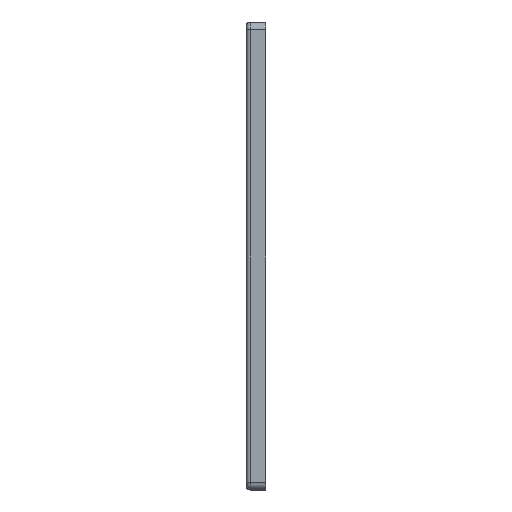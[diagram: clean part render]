
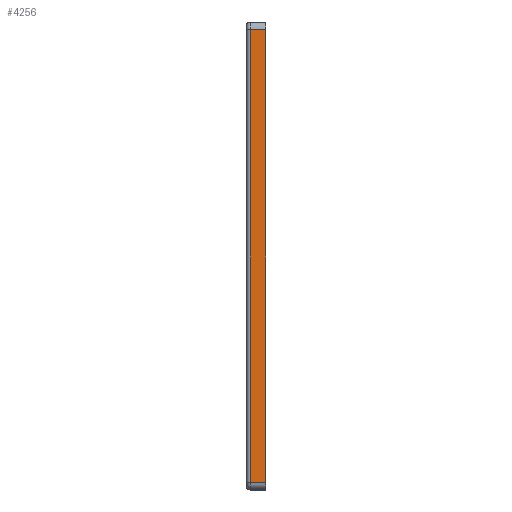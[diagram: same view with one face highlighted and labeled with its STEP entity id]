
A CAD part, left-side view. The second image highlights one B-rep face of the part: STEP entity #4256.
In plain terms, the highlighted planar face has unit normal (-1, 0, 0).
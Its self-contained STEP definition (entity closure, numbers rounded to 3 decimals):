
#64 = VECTOR ( 'NONE', #2057, 1000. ) ;
#147 = DIRECTION ( 'NONE',  ( 0., 0., 1. ) ) ;
#729 = EDGE_LOOP ( 'NONE', ( #4091, #839, #4243, #1322 ) ) ;
#839 = ORIENTED_EDGE ( 'NONE', *, *, #1857, .T. ) ;
#901 = AXIS2_PLACEMENT_3D ( 'NONE', #2118, #4544, #1278 ) ;
#935 = LINE ( 'NONE', #2151, #1649 ) ;
#1133 = CARTESIAN_POINT ( 'NONE',  ( 0., 4., -116.266 ) ) ;
#1223 = EDGE_CURVE ( 'NONE', #4442, #4321, #935, .T. ) ;
#1278 = DIRECTION ( 'NONE',  ( 0., 0., -1. ) ) ;
#1322 = ORIENTED_EDGE ( 'NONE', *, *, #1223, .T. ) ;
#1495 = VECTOR ( 'NONE', #3782, 1000. ) ;
#1649 = VECTOR ( 'NONE', #147, 1000. ) ;
#1857 = EDGE_CURVE ( 'NONE', #3090, #4746, #3506, .T. ) ;
#1943 = LINE ( 'NONE', #3975, #4816 ) ;
#2057 = DIRECTION ( 'NONE',  ( 0., 0., -1. ) ) ;
#2118 = CARTESIAN_POINT ( 'NONE',  ( 0., 2., 0. ) ) ;
#2148 = EDGE_CURVE ( 'NONE', #4746, #4442, #1943, .T. ) ;
#2151 = CARTESIAN_POINT ( 'NONE',  ( 0., 0., 0. ) ) ;
#2181 = LINE ( 'NONE', #2890, #1495 ) ;
#2364 = DIRECTION ( 'NONE',  ( 0., -1., 0. ) ) ;
#2484 = CARTESIAN_POINT ( 'NONE',  ( 0., 0., -2. ) ) ;
#2890 = CARTESIAN_POINT ( 'NONE',  ( 0., 2., -2. ) ) ;
#2968 = FACE_OUTER_BOUND ( 'NONE', #729, .T. ) ;
#3090 = VERTEX_POINT ( 'NONE', #3715 ) ;
#3506 = LINE ( 'NONE', #1133, #64 ) ;
#3715 = CARTESIAN_POINT ( 'NONE',  ( 0., 4., -2. ) ) ;
#3782 = DIRECTION ( 'NONE',  ( 0., 1., 0. ) ) ;
#3975 = CARTESIAN_POINT ( 'NONE',  ( 0., 0., -116.266 ) ) ;
#4091 = ORIENTED_EDGE ( 'NONE', *, *, #4585, .T. ) ;
#4243 = ORIENTED_EDGE ( 'NONE', *, *, #2148, .T. ) ;
#4256 = ADVANCED_FACE ( 'NONE', ( #2968 ), #4908, .F. ) ;
#4321 = VERTEX_POINT ( 'NONE', #2484 ) ;
#4442 = VERTEX_POINT ( 'NONE', #5041 ) ;
#4544 = DIRECTION ( 'NONE',  ( 1., 0., 0. ) ) ;
#4585 = EDGE_CURVE ( 'NONE', #4321, #3090, #2181, .T. ) ;
#4746 = VERTEX_POINT ( 'NONE', #5194 ) ;
#4816 = VECTOR ( 'NONE', #2364, 1000. ) ;
#4908 = PLANE ( 'NONE',  #901 ) ;
#5041 = CARTESIAN_POINT ( 'NONE',  ( 0., 0., -116.266 ) ) ;
#5194 = CARTESIAN_POINT ( 'NONE',  ( 0., 4., -116.266 ) ) ;
